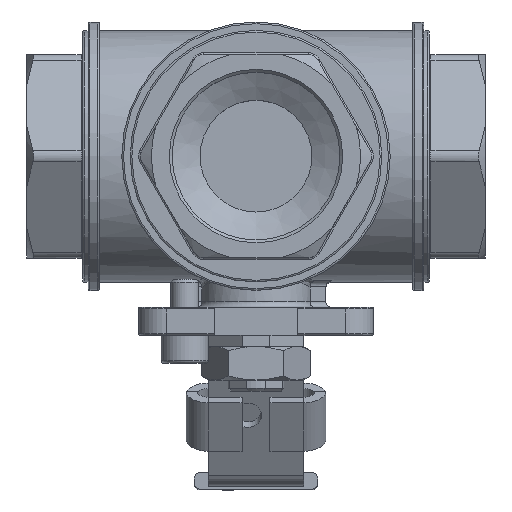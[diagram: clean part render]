
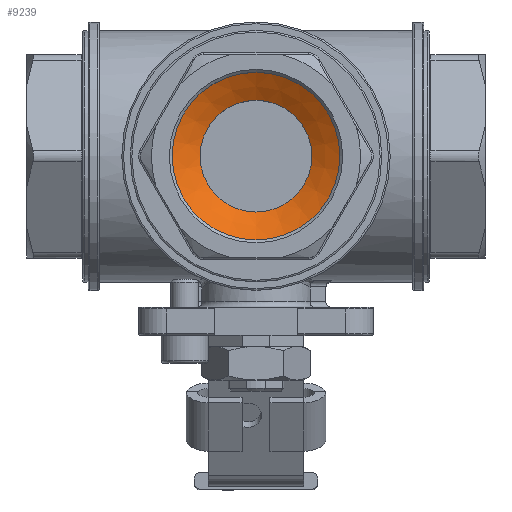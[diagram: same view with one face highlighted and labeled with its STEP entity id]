
A CAD part, top view. The second image highlights one B-rep face of the part: STEP entity #9239.
In plain terms, the highlighted conical face has half-angle 60 degrees and reference radius 12.5 mm.
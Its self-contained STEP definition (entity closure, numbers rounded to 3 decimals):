
#192=CONICAL_SURFACE('',#10128,12.5,1.047);
#1508=FACE_OUTER_BOUND('',#2067,.T.);
#2067=EDGE_LOOP('',(#7747,#7748,#7749,#7750,#7751));
#2711=LINE('',#15851,#3430);
#3430=VECTOR('',#11885,12.5);
#3862=CIRCLE('',#9825,15.);
#3990=CIRCLE('',#10129,10.);
#3991=CIRCLE('',#10130,10.);
#4306=VERTEX_POINT('',#14364);
#4592=VERTEX_POINT('',#15848);
#4593=VERTEX_POINT('',#15849);
#5235=EDGE_CURVE('',#4306,#4306,#3862,.T.);
#5698=EDGE_CURVE('',#4592,#4593,#3990,.T.);
#5699=EDGE_CURVE('',#4592,#4306,#2711,.T.);
#5700=EDGE_CURVE('',#4593,#4592,#3991,.T.);
#7747=ORIENTED_EDGE('',*,*,#5698,.F.);
#7748=ORIENTED_EDGE('',*,*,#5699,.T.);
#7749=ORIENTED_EDGE('',*,*,#5235,.T.);
#7750=ORIENTED_EDGE('',*,*,#5699,.F.);
#7751=ORIENTED_EDGE('',*,*,#5700,.F.);
#9239=ADVANCED_FACE('',(#1508),#192,.F.);
#9825=AXIS2_PLACEMENT_3D('',#14365,#11034,#11035);
#10128=AXIS2_PLACEMENT_3D('',#15847,#11881,#11882);
#10129=AXIS2_PLACEMENT_3D('',#15850,#11883,#11884);
#10130=AXIS2_PLACEMENT_3D('',#15852,#11886,#11887);
#11034=DIRECTION('center_axis',(0.,0.,1.));
#11035=DIRECTION('ref_axis',(0.,-1.,0.));
#11881=DIRECTION('center_axis',(0.,0.,1.));
#11882=DIRECTION('ref_axis',(0.,-1.,0.));
#11883=DIRECTION('center_axis',(0.,0.,1.));
#11884=DIRECTION('ref_axis',(1.,0.,0.));
#11885=DIRECTION('',(0.,0.866,0.5));
#11886=DIRECTION('center_axis',(0.,0.,1.));
#11887=DIRECTION('ref_axis',(1.,0.,0.));
#14364=CARTESIAN_POINT('',(41.,15.,33.887));
#14365=CARTESIAN_POINT('Origin',(41.,0.,33.887));
#15847=CARTESIAN_POINT('Origin',(41.,0.,32.443));
#15848=CARTESIAN_POINT('',(41.,10.,31.));
#15849=CARTESIAN_POINT('',(31.,0.,31.));
#15850=CARTESIAN_POINT('Origin',(41.,0.,31.));
#15851=CARTESIAN_POINT('',(41.,12.5,32.443));
#15852=CARTESIAN_POINT('Origin',(41.,0.,31.));
